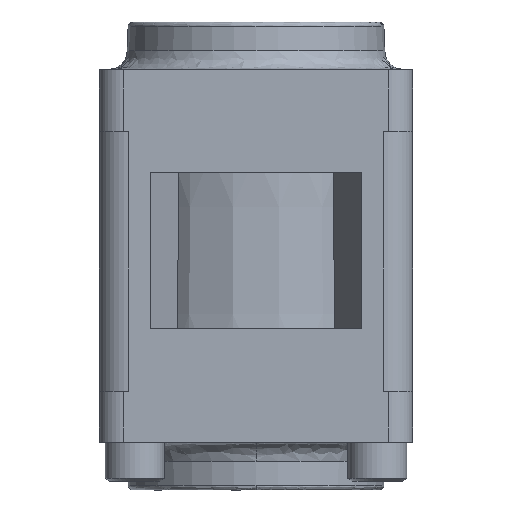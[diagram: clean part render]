
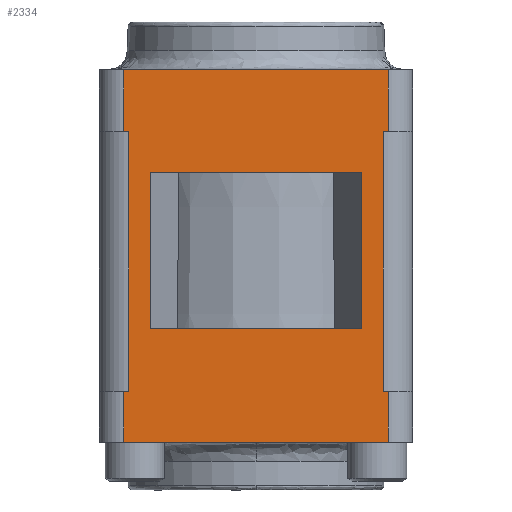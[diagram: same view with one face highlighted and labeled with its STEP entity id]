
A CAD part, front view. The second image highlights one B-rep face of the part: STEP entity #2334.
In plain terms, the highlighted planar face has unit normal (0, -1, 0).
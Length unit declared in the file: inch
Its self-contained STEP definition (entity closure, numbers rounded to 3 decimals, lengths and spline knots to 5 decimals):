
#32 = DIRECTION ( 'NONE',  ( 0., 0., 1. ) ) ;
#133 = EDGE_CURVE ( 'NONE', #5509, #6892, #7837, .T. ) ;
#136 = VERTEX_POINT ( 'NONE', #3374 ) ;
#222 = CARTESIAN_POINT ( 'NONE',  ( -0.844, -1., 0.3944 ) ) ;
#275 = VECTOR ( 'NONE', #7877, 39.37008 ) ;
#344 = ORIENTED_EDGE ( 'NONE', *, *, #8443, .T. ) ;
#356 = FACE_BOUND ( 'NONE', #8604, .T. ) ;
#456 = DIRECTION ( 'NONE',  ( 0., 0., 1. ) ) ;
#577 = VECTOR ( 'NONE', #1506, 39.37008 ) ;
#579 = DIRECTION ( 'NONE',  ( -1., 0., 0. ) ) ;
#871 = CARTESIAN_POINT ( 'NONE',  ( -0.8125, -1., -1.66015 ) ) ;
#1087 = DIRECTION ( 'NONE',  ( 1., 0., 0. ) ) ;
#1149 = CARTESIAN_POINT ( 'NONE',  ( -0.675, -1., -0.26215 ) ) ;
#1173 = VECTOR ( 'NONE', #6667, 39.37008 ) ;
#1191 = VECTOR ( 'NONE', #2946, 39.37008 ) ;
#1434 = EDGE_LOOP ( 'NONE', ( #1499, #4369, #5535, #9220, #5747, #344, #9173, #9124, #2254, #6621, #6792, #2241 ) ) ;
#1499 = ORIENTED_EDGE ( 'NONE', *, *, #5372, .F. ) ;
#1506 = DIRECTION ( 'NONE',  ( 0., 0., -1. ) ) ;
#1582 = CARTESIAN_POINT ( 'NONE',  ( -31.8678, -1., 0.3944 ) ) ;
#1880 = CARTESIAN_POINT ( 'NONE',  ( 0.8125, -1., -1.66015 ) ) ;
#1898 = DIRECTION ( 'NONE',  ( 1., 0., 0. ) ) ;
#2028 = CARTESIAN_POINT ( 'NONE',  ( 0., -1., -1.26015 ) ) ;
#2038 = CARTESIAN_POINT ( 'NONE',  ( -1.0475, -1., -0.0006 ) ) ;
#2101 = VERTEX_POINT ( 'NONE', #4885 ) ;
#2241 = ORIENTED_EDGE ( 'NONE', *, *, #3676, .T. ) ;
#2254 = ORIENTED_EDGE ( 'NONE', *, *, #7005, .F. ) ;
#2334 = ADVANCED_FACE ( 'NONE', ( #3873, #356 ), #4771, .T. ) ;
#2363 = CARTESIAN_POINT ( 'NONE',  ( -0.8125, -1., -0.0006 ) ) ;
#2493 = CARTESIAN_POINT ( 'NONE',  ( 0., -1., -1.66015 ) ) ;
#2520 = LINE ( 'NONE', #3088, #1173 ) ;
#2533 = AXIS2_PLACEMENT_3D ( 'NONE', #2493, #3298, #9110 ) ;
#2566 = VECTOR ( 'NONE', #7834, 39.37008 ) ;
#2612 = LINE ( 'NONE', #7786, #5478 ) ;
#2692 = LINE ( 'NONE', #4159, #5134 ) ;
#2711 = CARTESIAN_POINT ( 'NONE',  ( 0., -1., -1.66015 ) ) ;
#2828 = ORIENTED_EDGE ( 'NONE', *, *, #3150, .T. ) ;
#2834 = LINE ( 'NONE', #5020, #577 ) ;
#2918 = LINE ( 'NONE', #1582, #3316 ) ;
#2946 = DIRECTION ( 'NONE',  ( 0., 0., 1. ) ) ;
#3019 = LINE ( 'NONE', #5923, #5157 ) ;
#3088 = CARTESIAN_POINT ( 'NONE',  ( -0.675, -1., -1.26015 ) ) ;
#3134 = CARTESIAN_POINT ( 'NONE',  ( -0.675, -1., -1.26015 ) ) ;
#3150 = EDGE_CURVE ( 'NONE', #7200, #8044, #2520, .T. ) ;
#3263 = LINE ( 'NONE', #9126, #6805 ) ;
#3298 = DIRECTION ( 'NONE',  ( 0., -1., 0. ) ) ;
#3316 = VECTOR ( 'NONE', #7434, 39.37008 ) ;
#3362 = ORIENTED_EDGE ( 'NONE', *, *, #5543, .T. ) ;
#3364 = VERTEX_POINT ( 'NONE', #3938 ) ;
#3374 = CARTESIAN_POINT ( 'NONE',  ( 0.8125, -1., -1.66015 ) ) ;
#3450 = CARTESIAN_POINT ( 'NONE',  ( 0.844, -1., -1.66015 ) ) ;
#3512 = EDGE_CURVE ( 'NONE', #5481, #4143, #2692, .T. ) ;
#3537 = VERTEX_POINT ( 'NONE', #5408 ) ;
#3676 = EDGE_CURVE ( 'NONE', #5910, #3364, #2834, .T. ) ;
#3762 = VERTEX_POINT ( 'NONE', #2363 ) ;
#3873 = FACE_OUTER_BOUND ( 'NONE', #1434, .T. ) ;
#3913 = EDGE_CURVE ( 'NONE', #5509, #5481, #6141, .T. ) ;
#3938 = CARTESIAN_POINT ( 'NONE',  ( -0.844, -1., -0.0006 ) ) ;
#3973 = VERTEX_POINT ( 'NONE', #5524 ) ;
#3987 = CARTESIAN_POINT ( 'NONE',  ( -0.8125, -1., -1.66015 ) ) ;
#4143 = VERTEX_POINT ( 'NONE', #7937 ) ;
#4152 = EDGE_CURVE ( 'NONE', #4711, #3973, #7890, .T. ) ;
#4159 = CARTESIAN_POINT ( 'NONE',  ( 0., -1., -1.98515 ) ) ;
#4182 = CARTESIAN_POINT ( 'NONE',  ( -1.0475, -1., -0.0006 ) ) ;
#4369 = ORIENTED_EDGE ( 'NONE', *, *, #8213, .T. ) ;
#4387 = VERTEX_POINT ( 'NONE', #3450 ) ;
#4390 = VECTOR ( 'NONE', #579, 39.37008 ) ;
#4604 = LINE ( 'NONE', #2028, #275 ) ;
#4699 = VECTOR ( 'NONE', #456, 39.37008 ) ;
#4711 = VERTEX_POINT ( 'NONE', #4917 ) ;
#4712 = CARTESIAN_POINT ( 'NONE',  ( -0.844, -1., -1.98515 ) ) ;
#4771 = PLANE ( 'NONE',  #2533 ) ;
#4858 = LINE ( 'NONE', #4182, #4390 ) ;
#4885 = CARTESIAN_POINT ( 'NONE',  ( 0.844, -1., 0.3944 ) ) ;
#4917 = CARTESIAN_POINT ( 'NONE',  ( 0.675, -1., -1.26015 ) ) ;
#4999 = VECTOR ( 'NONE', #8317, 39.37008 ) ;
#5020 = CARTESIAN_POINT ( 'NONE',  ( -0.844, -1., 4.66681 ) ) ;
#5134 = VECTOR ( 'NONE', #6356, 39.37008 ) ;
#5157 = VECTOR ( 'NONE', #32, 39.37008 ) ;
#5241 = VECTOR ( 'NONE', #7003, 39.37008 ) ;
#5254 = EDGE_CURVE ( 'NONE', #136, #3537, #8397, .T. ) ;
#5372 = EDGE_CURVE ( 'NONE', #3762, #3364, #5663, .T. ) ;
#5408 = CARTESIAN_POINT ( 'NONE',  ( 0.8125, -1., -0.0006 ) ) ;
#5478 = VECTOR ( 'NONE', #1898, 39.37008 ) ;
#5481 = VERTEX_POINT ( 'NONE', #8840 ) ;
#5509 = VERTEX_POINT ( 'NONE', #7599 ) ;
#5524 = CARTESIAN_POINT ( 'NONE',  ( 0.675, -1., -0.26215 ) ) ;
#5533 = EDGE_CURVE ( 'NONE', #136, #4387, #3263, .T. ) ;
#5535 = ORIENTED_EDGE ( 'NONE', *, *, #133, .F. ) ;
#5543 = EDGE_CURVE ( 'NONE', #4711, #7200, #4604, .T. ) ;
#5663 = LINE ( 'NONE', #2038, #2566 ) ;
#5747 = ORIENTED_EDGE ( 'NONE', *, *, #3512, .T. ) ;
#5748 = DIRECTION ( 'NONE',  ( 0., 0., 1. ) ) ;
#5910 = VERTEX_POINT ( 'NONE', #222 ) ;
#5923 = CARTESIAN_POINT ( 'NONE',  ( 0.844, -1., 4.66681 ) ) ;
#6116 = ORIENTED_EDGE ( 'NONE', *, *, #4152, .F. ) ;
#6141 = LINE ( 'NONE', #4712, #7854 ) ;
#6356 = DIRECTION ( 'NONE',  ( 1., 0., 0. ) ) ;
#6621 = ORIENTED_EDGE ( 'NONE', *, *, #7496, .T. ) ;
#6667 = DIRECTION ( 'NONE',  ( 0., 0., 1. ) ) ;
#6707 = ORIENTED_EDGE ( 'NONE', *, *, #9140, .T. ) ;
#6792 = ORIENTED_EDGE ( 'NONE', *, *, #6809, .T. ) ;
#6805 = VECTOR ( 'NONE', #1087, 39.37008 ) ;
#6809 = EDGE_CURVE ( 'NONE', #2101, #5910, #2918, .T. ) ;
#6892 = VERTEX_POINT ( 'NONE', #871 ) ;
#7003 = DIRECTION ( 'NONE',  ( 1., 0., 0. ) ) ;
#7005 = EDGE_CURVE ( 'NONE', #8367, #3537, #4858, .T. ) ;
#7073 = CARTESIAN_POINT ( 'NONE',  ( 0.844, -1., -0.0006 ) ) ;
#7200 = VERTEX_POINT ( 'NONE', #3134 ) ;
#7321 = CARTESIAN_POINT ( 'NONE',  ( 0.675, -1., -1.26015 ) ) ;
#7427 = DIRECTION ( 'NONE',  ( 0., 0., -1. ) ) ;
#7434 = DIRECTION ( 'NONE',  ( -1., 0., 0. ) ) ;
#7496 = EDGE_CURVE ( 'NONE', #8367, #2101, #3019, .T. ) ;
#7599 = CARTESIAN_POINT ( 'NONE',  ( -0.844, -1., -1.66015 ) ) ;
#7786 = CARTESIAN_POINT ( 'NONE',  ( 0., -1., -0.26215 ) ) ;
#7834 = DIRECTION ( 'NONE',  ( -1., 0., 0. ) ) ;
#7837 = LINE ( 'NONE', #2711, #5241 ) ;
#7854 = VECTOR ( 'NONE', #7427, 39.37008 ) ;
#7877 = DIRECTION ( 'NONE',  ( -1., 0., 0. ) ) ;
#7890 = LINE ( 'NONE', #7321, #1191 ) ;
#7929 = CARTESIAN_POINT ( 'NONE',  ( 0.844, -1., -1.98515 ) ) ;
#7937 = CARTESIAN_POINT ( 'NONE',  ( 0.844, -1., -1.98515 ) ) ;
#8044 = VERTEX_POINT ( 'NONE', #1149 ) ;
#8213 = EDGE_CURVE ( 'NONE', #3762, #6892, #8368, .T. ) ;
#8317 = DIRECTION ( 'NONE',  ( 0., 0., -1. ) ) ;
#8367 = VERTEX_POINT ( 'NONE', #7073 ) ;
#8368 = LINE ( 'NONE', #3987, #4999 ) ;
#8397 = LINE ( 'NONE', #1880, #4699 ) ;
#8443 = EDGE_CURVE ( 'NONE', #4143, #4387, #8736, .T. ) ;
#8604 = EDGE_LOOP ( 'NONE', ( #6116, #3362, #2828, #6707 ) ) ;
#8736 = LINE ( 'NONE', #7929, #9418 ) ;
#8840 = CARTESIAN_POINT ( 'NONE',  ( -0.844, -1., -1.98515 ) ) ;
#9110 = DIRECTION ( 'NONE',  ( 0., 0., -1. ) ) ;
#9124 = ORIENTED_EDGE ( 'NONE', *, *, #5254, .T. ) ;
#9126 = CARTESIAN_POINT ( 'NONE',  ( 0., -1., -1.66015 ) ) ;
#9140 = EDGE_CURVE ( 'NONE', #8044, #3973, #2612, .T. ) ;
#9173 = ORIENTED_EDGE ( 'NONE', *, *, #5533, .F. ) ;
#9220 = ORIENTED_EDGE ( 'NONE', *, *, #3913, .T. ) ;
#9418 = VECTOR ( 'NONE', #5748, 39.37008 ) ;
